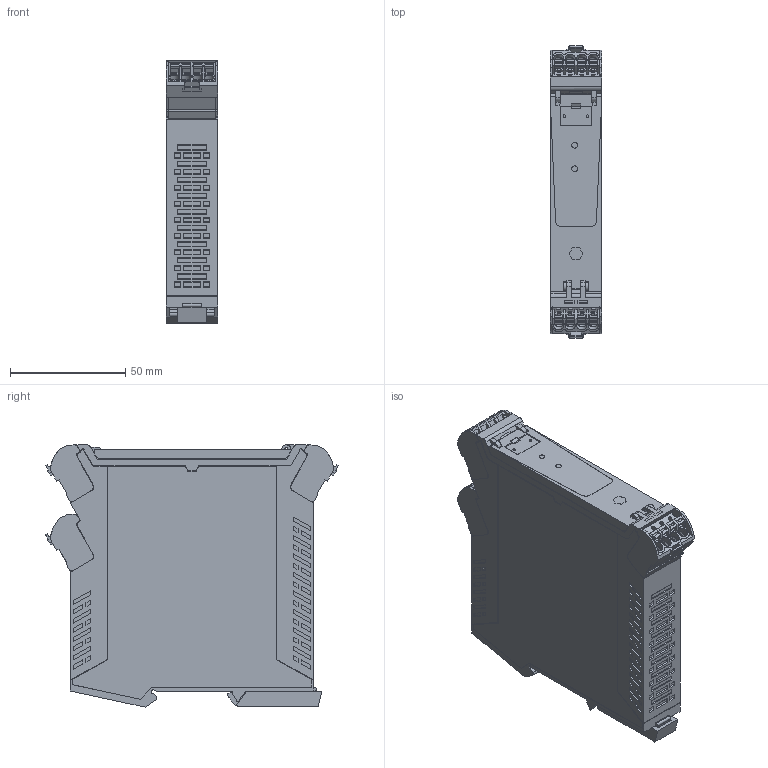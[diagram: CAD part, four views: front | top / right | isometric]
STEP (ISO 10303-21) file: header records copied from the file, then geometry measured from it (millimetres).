
FILE_DESCRIPTION(('CATIA V5R24 STEP','CAx-IF Rec.Pracs.--- Model Styling and Organization---1.2---2011-12-15'),'2;1');
FILE_NAME ('11004865_5', '2018-04-09T12:30:29+00:00', ('Weidmueller Interface'), ('Weidmueller'), 'CATIA Version 5-6 Release 2014 SP4', 'CATIA V5 STEP AP214', 'none');
FILE_SCHEMA(('AUTOMOTIVE_DESIGN { 1 0 10303 214 1 1 1 1 }'));
Products named in the file (1): 2456180000
Bounding box: 22.5 x 127.12 x 114.02 mm (x, y, z)
Volume: 259675.1 mm3; surface area: 66985.5 mm2
Topology: 27 solids, 27 shells, 2198 faces, 6481 edges, 4487 vertices
Faces by surface type: plane 1755, cylinder 290, cone 72, extrusion 51, torus 24, sphere 6
Entity records: 71819 total; most frequent: CARTESIAN_POINT 15898, ORIENTED_EDGE 12954, DIRECTION 8080, EDGE_CURVE 6470, VECTOR 5004, LINE 4953, VERTEX_POINT 4479, EDGE_LOOP 2378
